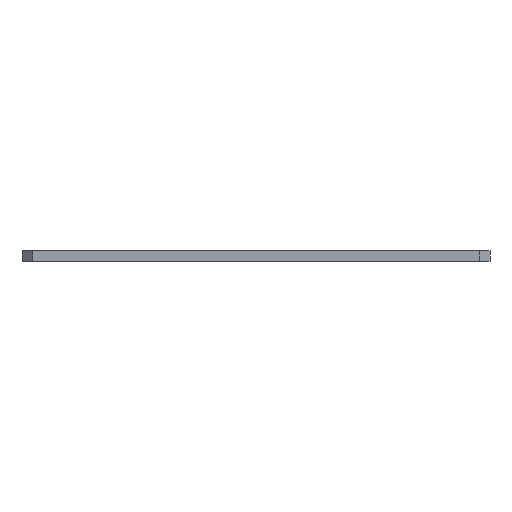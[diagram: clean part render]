
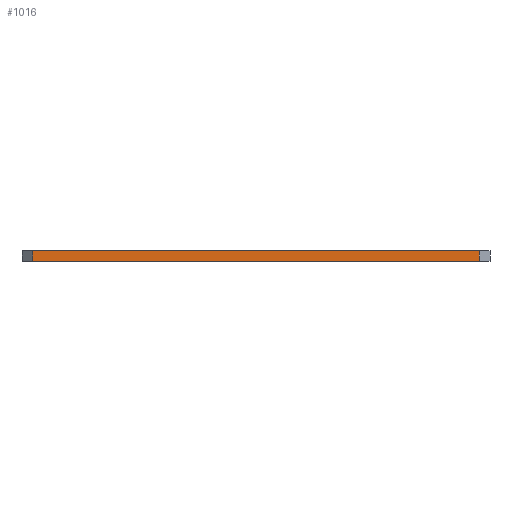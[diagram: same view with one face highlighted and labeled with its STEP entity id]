
A CAD part, front view. The second image highlights one B-rep face of the part: STEP entity #1016.
In plain terms, the highlighted planar face has unit normal (0, -1, 0).
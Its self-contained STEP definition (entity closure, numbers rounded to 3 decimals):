
#40=PLANE('',#1129);
#91=FACE_OUTER_BOUND('',#142,.T.);
#142=EDGE_LOOP('',(#803,#804,#805,#806));
#229=LINE('',#1658,#328);
#230=LINE('',#1660,#329);
#231=LINE('',#1662,#330);
#232=LINE('',#1663,#331);
#328=VECTOR('',#1372,10.);
#329=VECTOR('',#1373,10.);
#330=VECTOR('',#1374,10.);
#331=VECTOR('',#1375,10.);
#488=VERTEX_POINT('',#1656);
#489=VERTEX_POINT('',#1657);
#490=VERTEX_POINT('',#1659);
#491=VERTEX_POINT('',#1661);
#621=EDGE_CURVE('',#488,#489,#229,.T.);
#622=EDGE_CURVE('',#488,#490,#230,.T.);
#623=EDGE_CURVE('',#491,#490,#231,.T.);
#624=EDGE_CURVE('',#489,#491,#232,.T.);
#803=ORIENTED_EDGE('',*,*,#621,.F.);
#804=ORIENTED_EDGE('',*,*,#622,.T.);
#805=ORIENTED_EDGE('',*,*,#623,.F.);
#806=ORIENTED_EDGE('',*,*,#624,.F.);
#1016=ADVANCED_FACE('',(#91),#40,.T.);
#1129=AXIS2_PLACEMENT_3D('',#1655,#1370,#1371);
#1370=DIRECTION('center_axis',(0.,-1.,0.));
#1371=DIRECTION('ref_axis',(1.,0.,0.));
#1372=DIRECTION('',(-1.,0.,0.));
#1373=DIRECTION('',(0.,0.,1.));
#1374=DIRECTION('',(1.,0.,0.));
#1375=DIRECTION('',(0.,0.,1.));
#1655=CARTESIAN_POINT('Origin',(-33.381,-56.95,26.));
#1656=CARTESIAN_POINT('',(29.381,-56.95,26.));
#1657=CARTESIAN_POINT('',(-33.381,-56.95,26.));
#1658=CARTESIAN_POINT('',(-18.44,-56.95,26.));
#1659=CARTESIAN_POINT('',(29.381,-56.95,27.5));
#1660=CARTESIAN_POINT('',(29.381,-56.95,26.));
#1661=CARTESIAN_POINT('',(-33.381,-56.95,27.5));
#1662=CARTESIAN_POINT('',(-18.44,-56.95,27.5));
#1663=CARTESIAN_POINT('',(-33.381,-56.95,26.));
